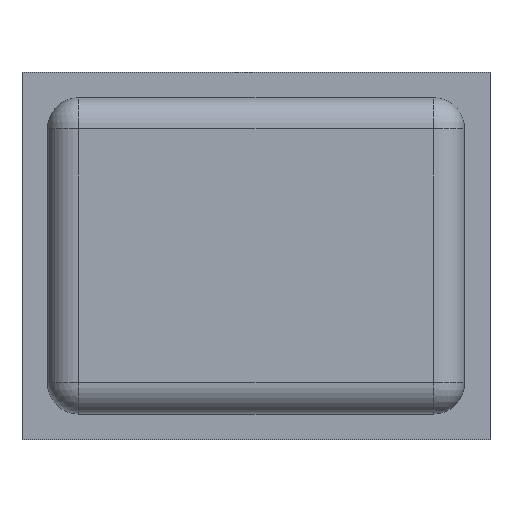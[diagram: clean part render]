
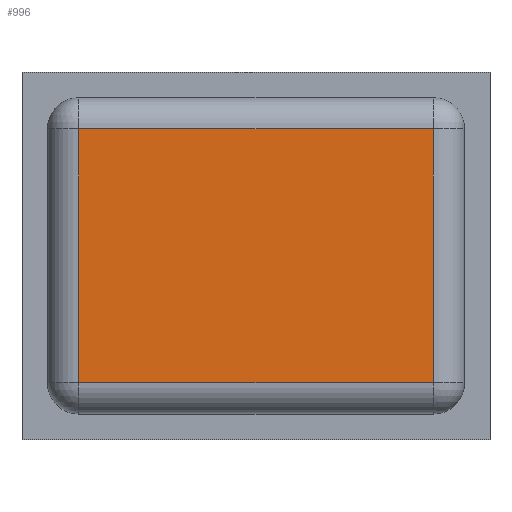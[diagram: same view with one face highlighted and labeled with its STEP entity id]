
A CAD part, top view. The second image highlights one B-rep face of the part: STEP entity #996.
In plain terms, the highlighted planar face has unit normal (0, 0, 1).
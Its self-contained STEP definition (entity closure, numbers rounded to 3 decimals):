
#107=LINE('',#1702,#183);
#108=LINE('',#1704,#184);
#109=LINE('',#1706,#185);
#110=LINE('',#1707,#186);
#183=VECTOR('',#1340,2.85);
#184=VECTOR('',#1341,2.04);
#185=VECTOR('',#1342,2.85);
#186=VECTOR('',#1343,2.04);
#233=PLANE('',#1092);
#350=FACE_OUTER_BOUND('',#429,.T.);
#429=EDGE_LOOP('',(#812,#813,#814,#815));
#580=VERTEX_POINT('',#1700);
#581=VERTEX_POINT('',#1701);
#582=VERTEX_POINT('',#1703);
#583=VERTEX_POINT('',#1705);
#660=EDGE_CURVE('',#580,#581,#107,.T.);
#661=EDGE_CURVE('',#581,#582,#108,.T.);
#662=EDGE_CURVE('',#582,#583,#109,.T.);
#663=EDGE_CURVE('',#583,#580,#110,.T.);
#812=ORIENTED_EDGE('',*,*,#660,.T.);
#813=ORIENTED_EDGE('',*,*,#661,.T.);
#814=ORIENTED_EDGE('',*,*,#662,.T.);
#815=ORIENTED_EDGE('',*,*,#663,.T.);
#996=ADVANCED_FACE('',(#350),#233,.T.);
#1092=AXIS2_PLACEMENT_3D('',#1699,#1338,#1339);
#1338=DIRECTION('center_axis',(0.,0.,1.));
#1339=DIRECTION('ref_axis',(1.,0.,0.));
#1340=DIRECTION('',(1.,0.,0.));
#1341=DIRECTION('',(0.,1.,0.));
#1342=DIRECTION('',(-1.,0.,0.));
#1343=DIRECTION('',(0.,-1.,0.));
#1699=CARTESIAN_POINT('Origin',(1.675,-1.27,0.85));
#1700=CARTESIAN_POINT('',(-1.425,-1.02,0.85));
#1701=CARTESIAN_POINT('',(1.425,-1.02,0.85));
#1702=CARTESIAN_POINT('',(1.675,-1.02,0.85));
#1703=CARTESIAN_POINT('',(1.425,1.02,0.85));
#1704=CARTESIAN_POINT('',(1.425,1.27,0.85));
#1705=CARTESIAN_POINT('',(-1.425,1.02,0.85));
#1706=CARTESIAN_POINT('',(-1.675,1.02,0.85));
#1707=CARTESIAN_POINT('',(-1.425,-1.27,0.85));
